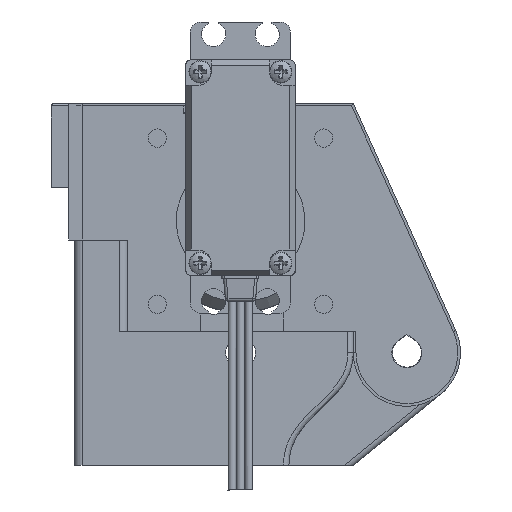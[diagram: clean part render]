
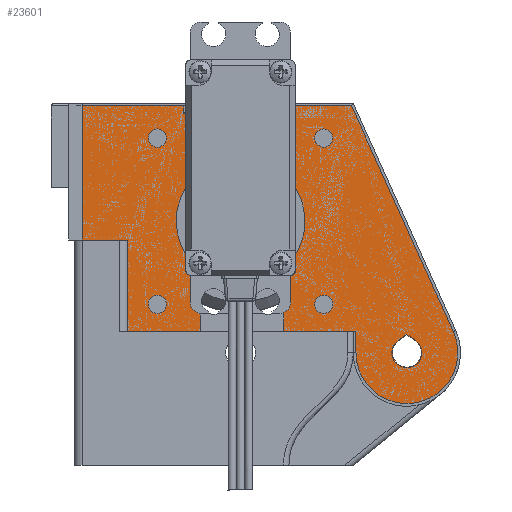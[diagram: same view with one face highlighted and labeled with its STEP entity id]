
A CAD part, left-side view. The second image highlights one B-rep face of the part: STEP entity #23601.
In plain terms, the highlighted planar face has unit normal (-1, 0, 0).
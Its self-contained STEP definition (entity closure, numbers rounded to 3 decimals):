
#412=FACE_BOUND('',#3072,.T.);
#413=FACE_BOUND('',#3073,.T.);
#414=FACE_BOUND('',#3074,.T.);
#415=FACE_BOUND('',#3075,.T.);
#416=FACE_BOUND('',#3076,.T.);
#857=PLANE('',#25185);
#1659=FACE_OUTER_BOUND('',#3071,.T.);
#3071=EDGE_LOOP('',(#16856,#16857,#16858,#16859,#16860,#16861,#16862,#16863,
#16864,#16865,#16866,#16867,#16868,#16869,#16870,#16871));
#3072=EDGE_LOOP('',(#16872,#16873,#16874));
#3073=EDGE_LOOP('',(#16875));
#3074=EDGE_LOOP('',(#16876));
#3075=EDGE_LOOP('',(#16877));
#3076=EDGE_LOOP('',(#16878));
#4812=CIRCLE('',#25186,9.5);
#4813=CIRCLE('',#25187,12.);
#4814=CIRCLE('',#25188,2.7);
#4815=CIRCLE('',#25189,1.7);
#4816=CIRCLE('',#25190,1.7);
#4817=CIRCLE('',#25191,1.7);
#4818=CIRCLE('',#25192,1.7);
#6014=LINE('',#42145,#7959);
#6024=LINE('',#42165,#7969);
#6025=LINE('',#42168,#7970);
#6026=LINE('',#42170,#7971);
#6027=LINE('',#42174,#7972);
#6028=LINE('',#42176,#7973);
#6029=LINE('',#42178,#7974);
#6030=LINE('',#42180,#7975);
#6031=LINE('',#42182,#7976);
#6032=LINE('',#42184,#7977);
#6033=LINE('',#42186,#7978);
#6034=LINE('',#42188,#7979);
#6035=LINE('',#42190,#7980);
#6036=LINE('',#42191,#7981);
#6037=LINE('',#42195,#7982);
#6038=LINE('',#42198,#7983);
#7959=VECTOR('',#28350,10.);
#7969=VECTOR('',#28362,10.);
#7970=VECTOR('',#28365,10.);
#7971=VECTOR('',#28366,10.);
#7972=VECTOR('',#28369,10.);
#7973=VECTOR('',#28370,10.);
#7974=VECTOR('',#28371,10.);
#7975=VECTOR('',#28372,10.);
#7976=VECTOR('',#28373,10.);
#7977=VECTOR('',#28374,10.);
#7978=VECTOR('',#28375,10.);
#7979=VECTOR('',#28376,10.);
#7980=VECTOR('',#28377,10.);
#7981=VECTOR('',#28378,10.);
#7982=VECTOR('',#28381,10.);
#7983=VECTOR('',#28384,10.);
#10030=VERTEX_POINT('',#42141);
#10032=VERTEX_POINT('',#42144);
#10037=VERTEX_POINT('',#42155);
#10041=VERTEX_POINT('',#42163);
#10042=VERTEX_POINT('',#42167);
#10043=VERTEX_POINT('',#42169);
#10044=VERTEX_POINT('',#42171);
#10045=VERTEX_POINT('',#42173);
#10046=VERTEX_POINT('',#42175);
#10047=VERTEX_POINT('',#42177);
#10048=VERTEX_POINT('',#42179);
#10049=VERTEX_POINT('',#42181);
#10050=VERTEX_POINT('',#42183);
#10051=VERTEX_POINT('',#42185);
#10052=VERTEX_POINT('',#42187);
#10053=VERTEX_POINT('',#42189);
#10054=VERTEX_POINT('',#42193);
#10055=VERTEX_POINT('',#42194);
#10056=VERTEX_POINT('',#42196);
#10057=VERTEX_POINT('',#42199);
#10058=VERTEX_POINT('',#42201);
#10059=VERTEX_POINT('',#42203);
#10060=VERTEX_POINT('',#42205);
#12596=EDGE_CURVE('',#10032,#10030,#6014,.T.);
#12606=EDGE_CURVE('',#10037,#10041,#6024,.T.);
#12607=EDGE_CURVE('',#10041,#10042,#6025,.T.);
#12608=EDGE_CURVE('',#10043,#10042,#6026,.T.);
#12609=EDGE_CURVE('',#10044,#10043,#4812,.T.);
#12610=EDGE_CURVE('',#10045,#10044,#6027,.T.);
#12611=EDGE_CURVE('',#10046,#10045,#6028,.T.);
#12612=EDGE_CURVE('',#10047,#10046,#6029,.T.);
#12613=EDGE_CURVE('',#10048,#10047,#6030,.T.);
#12614=EDGE_CURVE('',#10049,#10048,#6031,.T.);
#12615=EDGE_CURVE('',#10050,#10049,#6032,.T.);
#12616=EDGE_CURVE('',#10051,#10050,#6033,.T.);
#12617=EDGE_CURVE('',#10051,#10052,#6034,.T.);
#12618=EDGE_CURVE('',#10052,#10053,#6035,.T.);
#12619=EDGE_CURVE('',#10053,#10032,#6036,.T.);
#12620=EDGE_CURVE('',#10030,#10037,#4813,.T.);
#12621=EDGE_CURVE('',#10054,#10055,#6037,.T.);
#12622=EDGE_CURVE('',#10055,#10056,#4814,.T.);
#12623=EDGE_CURVE('',#10056,#10054,#6038,.T.);
#12624=EDGE_CURVE('',#10057,#10057,#4815,.T.);
#12625=EDGE_CURVE('',#10058,#10058,#4816,.T.);
#12626=EDGE_CURVE('',#10059,#10059,#4817,.T.);
#12627=EDGE_CURVE('',#10060,#10060,#4818,.T.);
#16856=ORIENTED_EDGE('',*,*,#12606,.T.);
#16857=ORIENTED_EDGE('',*,*,#12607,.T.);
#16858=ORIENTED_EDGE('',*,*,#12608,.F.);
#16859=ORIENTED_EDGE('',*,*,#12609,.F.);
#16860=ORIENTED_EDGE('',*,*,#12610,.F.);
#16861=ORIENTED_EDGE('',*,*,#12611,.F.);
#16862=ORIENTED_EDGE('',*,*,#12612,.F.);
#16863=ORIENTED_EDGE('',*,*,#12613,.F.);
#16864=ORIENTED_EDGE('',*,*,#12614,.F.);
#16865=ORIENTED_EDGE('',*,*,#12615,.F.);
#16866=ORIENTED_EDGE('',*,*,#12616,.F.);
#16867=ORIENTED_EDGE('',*,*,#12617,.T.);
#16868=ORIENTED_EDGE('',*,*,#12618,.T.);
#16869=ORIENTED_EDGE('',*,*,#12619,.T.);
#16870=ORIENTED_EDGE('',*,*,#12596,.T.);
#16871=ORIENTED_EDGE('',*,*,#12620,.T.);
#16872=ORIENTED_EDGE('',*,*,#12621,.T.);
#16873=ORIENTED_EDGE('',*,*,#12622,.T.);
#16874=ORIENTED_EDGE('',*,*,#12623,.T.);
#16875=ORIENTED_EDGE('',*,*,#12624,.T.);
#16876=ORIENTED_EDGE('',*,*,#12625,.T.);
#16877=ORIENTED_EDGE('',*,*,#12626,.T.);
#16878=ORIENTED_EDGE('',*,*,#12627,.T.);
#23601=ADVANCED_FACE('',(#1659,#412,#413,#414,#415,#416),#857,.T.);
#25185=AXIS2_PLACEMENT_3D('',#42166,#28363,#28364);
#25186=AXIS2_PLACEMENT_3D('',#42172,#28367,#28368);
#25187=AXIS2_PLACEMENT_3D('',#42192,#28379,#28380);
#25188=AXIS2_PLACEMENT_3D('',#42197,#28382,#28383);
#25189=AXIS2_PLACEMENT_3D('',#42200,#28385,#28386);
#25190=AXIS2_PLACEMENT_3D('',#42202,#28387,#28388);
#25191=AXIS2_PLACEMENT_3D('',#42204,#28389,#28390);
#25192=AXIS2_PLACEMENT_3D('',#42206,#28391,#28392);
#28350=DIRECTION('',(0.,0.,1.));
#28362=DIRECTION('',(0.,0.,-1.));
#28363=DIRECTION('center_axis',(-1.,0.,0.));
#28364=DIRECTION('ref_axis',(0.,-1.,0.));
#28365=DIRECTION('',(0.,-1.,0.));
#28366=DIRECTION('',(0.,0.,1.));
#28367=DIRECTION('center_axis',(1.,0.,0.));
#28368=DIRECTION('ref_axis',(0.,-0.21,-0.978));
#28369=DIRECTION('',(0.,-0.411,-0.912));
#28370=DIRECTION('',(0.,-1.,0.));
#28371=DIRECTION('',(0.,0.,1.));
#28372=DIRECTION('',(0.,-1.,0.));
#28373=DIRECTION('',(0.,0.,-1.));
#28374=DIRECTION('',(0.,-1.,0.));
#28375=DIRECTION('',(0.,0.,1.));
#28376=DIRECTION('',(0.,-1.,0.));
#28377=DIRECTION('',(0.,0.,-1.));
#28378=DIRECTION('',(0.,-1.,0.));
#28379=DIRECTION('center_axis',(1.,0.,0.));
#28380=DIRECTION('ref_axis',(0.,-1.,0.));
#28381=DIRECTION('',(0.,-0.817,-0.576));
#28382=DIRECTION('center_axis',(1.,0.,0.));
#28383=DIRECTION('ref_axis',(0.,-1.,0.));
#28384=DIRECTION('',(0.,-0.817,0.576));
#28385=DIRECTION('center_axis',(1.,0.,0.));
#28386=DIRECTION('ref_axis',(0.,-1.,0.));
#28387=DIRECTION('center_axis',(1.,0.,0.));
#28388=DIRECTION('ref_axis',(0.,-1.,0.));
#28389=DIRECTION('center_axis',(1.,0.,0.));
#28390=DIRECTION('ref_axis',(0.,-1.,0.));
#28391=DIRECTION('center_axis',(1.,0.,0.));
#28392=DIRECTION('ref_axis',(0.,-1.,0.));
#42141=CARTESIAN_POINT('',(-123.,7.5,15.133));
#42144=CARTESIAN_POINT('',(-123.,7.5,4.));
#42145=CARTESIAN_POINT('',(-123.,7.5,14.25));
#42155=CARTESIAN_POINT('',(-123.,-8.,15.556));
#42163=CARTESIAN_POINT('',(-123.,-8.,4.));
#42165=CARTESIAN_POINT('',(-123.,-8.,14.25));
#42166=CARTESIAN_POINT('Origin',(-123.,0.,24.5));
#42167=CARTESIAN_POINT('',(-123.,-21.5,4.));
#42168=CARTESIAN_POINT('',(-123.,-10.5,4.));
#42169=CARTESIAN_POINT('',(-123.,-21.5,0.));
#42170=CARTESIAN_POINT('',(-123.,-21.5,12.25));
#42171=CARTESIAN_POINT('',(-123.,-39.66,3.905));
#42172=CARTESIAN_POINT('Origin',(-123.,-31.,0.));
#42173=CARTESIAN_POINT('',(-123.,-20.677,46.));
#42174=CARTESIAN_POINT('',(-123.,-22.892,41.088));
#42175=CARTESIAN_POINT('',(-123.,6.048,46.));
#42176=CARTESIAN_POINT('',(-123.,10.5,46.));
#42177=CARTESIAN_POINT('',(-123.,6.048,44.6));
#42178=CARTESIAN_POINT('',(-123.,6.048,35.5));
#42179=CARTESIAN_POINT('',(-123.,10.548,44.6));
#42180=CARTESIAN_POINT('',(-123.,5.149,44.6));
#42181=CARTESIAN_POINT('',(-123.,10.548,46.));
#42182=CARTESIAN_POINT('',(-123.,10.548,35.5));
#42183=CARTESIAN_POINT('',(-123.,29.5,46.));
#42184=CARTESIAN_POINT('',(-123.,10.5,46.));
#42185=CARTESIAN_POINT('',(-123.,29.5,21.));
#42186=CARTESIAN_POINT('',(-123.,29.5,35.5));
#42187=CARTESIAN_POINT('',(-123.,21.,21.));
#42188=CARTESIAN_POINT('',(-123.,13.,21.));
#42189=CARTESIAN_POINT('',(-123.,21.,4.));
#42190=CARTESIAN_POINT('',(-123.,21.,44.75));
#42191=CARTESIAN_POINT('',(-123.,-10.5,4.));
#42192=CARTESIAN_POINT('Origin',(-123.,0.,24.5));
#42193=CARTESIAN_POINT('',(-123.,-31.,3.303));
#42194=CARTESIAN_POINT('',(-123.,-32.556,2.207));
#42195=CARTESIAN_POINT('',(-123.,-15.654,14.121));
#42196=CARTESIAN_POINT('',(-123.,-29.444,2.207));
#42197=CARTESIAN_POINT('Origin',(-123.,-31.,0.));
#42198=CARTESIAN_POINT('',(-123.,-24.858,-1.026));
#42199=CARTESIAN_POINT('',(-123.,17.2,9.));
#42200=CARTESIAN_POINT('Origin',(-123.,15.5,9.));
#42201=CARTESIAN_POINT('',(-123.,-13.8,9.));
#42202=CARTESIAN_POINT('Origin',(-123.,-15.5,9.));
#42203=CARTESIAN_POINT('',(-123.,-13.8,40.));
#42204=CARTESIAN_POINT('Origin',(-123.,-15.5,40.));
#42205=CARTESIAN_POINT('',(-123.,17.2,40.));
#42206=CARTESIAN_POINT('Origin',(-123.,15.5,40.));
